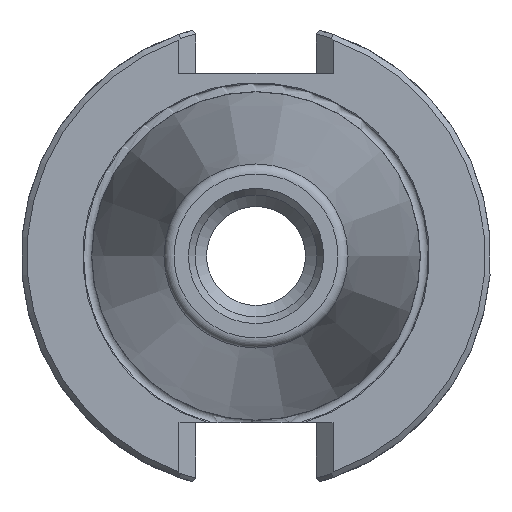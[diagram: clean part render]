
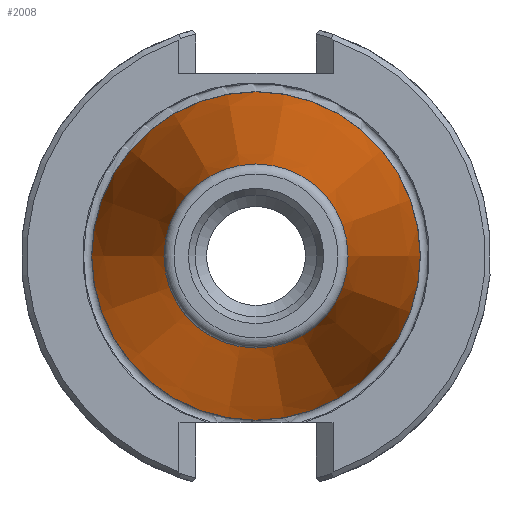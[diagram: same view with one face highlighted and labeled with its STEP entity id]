
A CAD part, left-side view. The second image highlights one B-rep face of the part: STEP entity #2008.
In plain terms, the highlighted conical face has half-angle 8.297 degrees and reference radius 17.248 mm.
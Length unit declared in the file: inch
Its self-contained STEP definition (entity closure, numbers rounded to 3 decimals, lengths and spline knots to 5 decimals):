
#93=CONICAL_SURFACE('',#2176,0.67904,8.297);
#419=FACE_BOUND('',#663,.T.);
#510=FACE_OUTER_BOUND('',#662,.T.);
#662=EDGE_LOOP('',(#1607));
#663=EDGE_LOOP('',(#1608));
#787=CIRCLE('',#2163,0.875);
#793=CIRCLE('',#2174,0.48982);
#979=VERTEX_POINT('',#3996);
#985=VERTEX_POINT('',#4013);
#1214=EDGE_CURVE('',#979,#979,#787,.T.);
#1220=EDGE_CURVE('',#985,#985,#793,.T.);
#1607=ORIENTED_EDGE('',*,*,#1214,.F.);
#1608=ORIENTED_EDGE('',*,*,#1220,.F.);
#2008=ADVANCED_FACE('',(#510,#419),#93,.T.);
#2163=AXIS2_PLACEMENT_3D('',#3997,#2534,#2535);
#2174=AXIS2_PLACEMENT_3D('',#4014,#2556,#2557);
#2176=AXIS2_PLACEMENT_3D('',#4016,#2560,#2561);
#2534=DIRECTION('center_axis',(1.,0.,0.));
#2535=DIRECTION('ref_axis',(0.,1.,0.));
#2556=DIRECTION('center_axis',(-1.,0.,0.));
#2557=DIRECTION('ref_axis',(0.,-1.,0.));
#2560=DIRECTION('center_axis',(1.,0.,0.));
#2561=DIRECTION('ref_axis',(0.,1.,0.));
#3996=CARTESIAN_POINT('',(0.,0.875,0.));
#3997=CARTESIAN_POINT('Origin',(0.,0.,0.));
#4013=CARTESIAN_POINT('',(-2.64129,0.48982,0.));
#4014=CARTESIAN_POINT('Origin',(-2.64129,0.,
0.));
#4016=CARTESIAN_POINT('Origin',(-1.34375,0.,0.));
